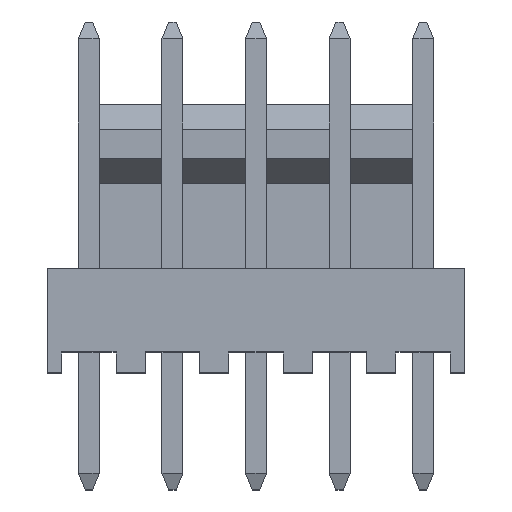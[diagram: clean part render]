
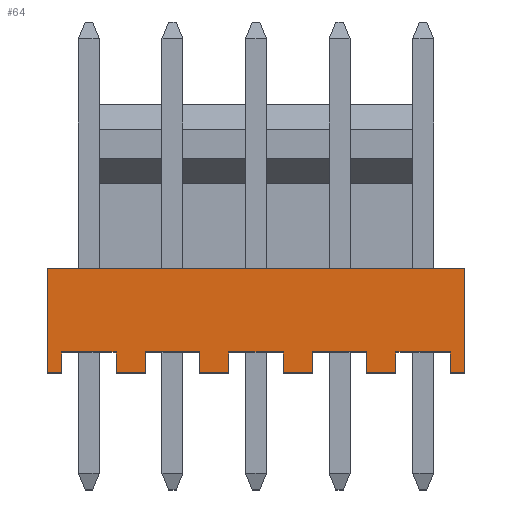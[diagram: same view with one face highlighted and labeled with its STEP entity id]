
A CAD part, top view. The second image highlights one B-rep face of the part: STEP entity #64.
In plain terms, the highlighted planar face has unit normal (0, 0, 1).
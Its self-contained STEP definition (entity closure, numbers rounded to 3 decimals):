
#64=ADVANCED_FACE('',(#210),#211,.T.);
#210=FACE_OUTER_BOUND('',#498,.T.);
#211=PLANE('',#499);
#498=EDGE_LOOP('',(#794,#795,#796,#797,#798,#799,#800,#801,#802,#803,#804,#805,#806,#807,#808,#809,#810,#811,#812,#813,#814,#815,#816,#817));
#499=AXIS2_PLACEMENT_3D('',#818,#819,#820);
#794=ORIENTED_EDGE('',*,*,#1834,.F.);
#795=ORIENTED_EDGE('',*,*,#1835,.F.);
#796=ORIENTED_EDGE('',*,*,#1836,.T.);
#797=ORIENTED_EDGE('',*,*,#1837,.T.);
#798=ORIENTED_EDGE('',*,*,#1838,.F.);
#799=ORIENTED_EDGE('',*,*,#1839,.F.);
#800=ORIENTED_EDGE('',*,*,#1840,.T.);
#801=ORIENTED_EDGE('',*,*,#1841,.T.);
#802=ORIENTED_EDGE('',*,*,#1842,.F.);
#803=ORIENTED_EDGE('',*,*,#1843,.F.);
#804=ORIENTED_EDGE('',*,*,#1844,.T.);
#805=ORIENTED_EDGE('',*,*,#1845,.T.);
#806=ORIENTED_EDGE('',*,*,#1846,.F.);
#807=ORIENTED_EDGE('',*,*,#1847,.F.);
#808=ORIENTED_EDGE('',*,*,#1848,.T.);
#809=ORIENTED_EDGE('',*,*,#1849,.T.);
#810=ORIENTED_EDGE('',*,*,#1850,.F.);
#811=ORIENTED_EDGE('',*,*,#1851,.F.);
#812=ORIENTED_EDGE('',*,*,#1852,.T.);
#813=ORIENTED_EDGE('',*,*,#1853,.F.);
#814=ORIENTED_EDGE('',*,*,#1854,.F.);
#815=ORIENTED_EDGE('',*,*,#1829,.T.);
#816=ORIENTED_EDGE('',*,*,#1855,.T.);
#817=ORIENTED_EDGE('',*,*,#1856,.T.);
#818=CARTESIAN_POINT('',(-6.35,1.588,3.099));
#819=DIRECTION('',(0.0,0.0,1.0));
#820=DIRECTION('',(1.0,0.0,0.0));
#1829=EDGE_CURVE('',#2174,#2178,#2180,.T.);
#1834=EDGE_CURVE('',#2189,#2190,#2191,.T.);
#1835=EDGE_CURVE('',#2192,#2189,#2193,.T.);
#1836=EDGE_CURVE('',#2192,#2194,#2195,.T.);
#1837=EDGE_CURVE('',#2194,#2196,#2197,.T.);
#1838=EDGE_CURVE('',#2198,#2196,#2199,.T.);
#1839=EDGE_CURVE('',#2200,#2198,#2201,.T.);
#1840=EDGE_CURVE('',#2200,#2202,#2203,.T.);
#1841=EDGE_CURVE('',#2202,#2204,#2205,.T.);
#1842=EDGE_CURVE('',#2206,#2204,#2207,.T.);
#1843=EDGE_CURVE('',#2208,#2206,#2209,.T.);
#1844=EDGE_CURVE('',#2208,#2210,#2211,.T.);
#1845=EDGE_CURVE('',#2210,#2212,#2213,.T.);
#1846=EDGE_CURVE('',#2214,#2212,#2215,.T.);
#1847=EDGE_CURVE('',#2216,#2214,#2217,.T.);
#1848=EDGE_CURVE('',#2216,#2218,#2219,.T.);
#1849=EDGE_CURVE('',#2218,#2220,#2221,.T.);
#1850=EDGE_CURVE('',#2222,#2220,#2223,.T.);
#1851=EDGE_CURVE('',#2224,#2222,#2225,.T.);
#1852=EDGE_CURVE('',#2224,#2226,#2227,.T.);
#1853=EDGE_CURVE('',#2228,#2226,#2229,.T.);
#1854=EDGE_CURVE('',#2174,#2228,#2230,.T.);
#1855=EDGE_CURVE('',#2178,#2231,#2232,.T.);
#1856=EDGE_CURVE('',#2231,#2190,#2233,.T.);
#2174=VERTEX_POINT('',#2689);
#2178=VERTEX_POINT('',#2695);
#2180=LINE('',#2698,#2699);
#2189=VERTEX_POINT('',#2712);
#2190=VERTEX_POINT('',#2713);
#2191=LINE('',#2714,#2715);
#2192=VERTEX_POINT('',#2716);
#2193=LINE('',#2717,#2718);
#2194=VERTEX_POINT('',#2719);
#2195=LINE('',#2720,#2721);
#2196=VERTEX_POINT('',#2722);
#2197=LINE('',#2723,#2724);
#2198=VERTEX_POINT('',#2725);
#2199=LINE('',#2726,#2727);
#2200=VERTEX_POINT('',#2728);
#2201=LINE('',#2729,#2730);
#2202=VERTEX_POINT('',#2731);
#2203=LINE('',#2732,#2733);
#2204=VERTEX_POINT('',#2734);
#2205=LINE('',#2735,#2736);
#2206=VERTEX_POINT('',#2737);
#2207=LINE('',#2738,#2739);
#2208=VERTEX_POINT('',#2740);
#2209=LINE('',#2741,#2742);
#2210=VERTEX_POINT('',#2743);
#2211=LINE('',#2744,#2745);
#2212=VERTEX_POINT('',#2746);
#2213=LINE('',#2747,#2748);
#2214=VERTEX_POINT('',#2749);
#2215=LINE('',#2750,#2751);
#2216=VERTEX_POINT('',#2752);
#2217=LINE('',#2753,#2754);
#2218=VERTEX_POINT('',#2755);
#2219=LINE('',#2756,#2757);
#2220=VERTEX_POINT('',#2758);
#2221=LINE('',#2759,#2760);
#2222=VERTEX_POINT('',#2761);
#2223=LINE('',#2762,#2763);
#2224=VERTEX_POINT('',#2764);
#2225=LINE('',#2765,#2766);
#2226=VERTEX_POINT('',#2767);
#2227=LINE('',#2768,#2769);
#2228=VERTEX_POINT('',#2770);
#2229=LINE('',#2771,#2772);
#2230=LINE('',#2773,#2774);
#2231=VERTEX_POINT('',#2775);
#2232=LINE('',#2776,#2777);
#2233=LINE('',#2778,#2779);
#2689=CARTESIAN_POINT('',(-6.35,1.588,3.099));
#2695=CARTESIAN_POINT('',(-6.35,-1.588,3.099));
#2698=CARTESIAN_POINT('',(-6.35,1.588,3.099));
#2699=VECTOR('',#3523,3.175);
#2712=CARTESIAN_POINT('',(-4.255,-0.953,3.099));
#2713=CARTESIAN_POINT('',(-5.906,-0.953,3.099));
#2714=CARTESIAN_POINT('',(-4.255,-0.953,3.099));
#2715=VECTOR('',#3528,1.651);
#2716=CARTESIAN_POINT('',(-4.255,-1.588,3.099));
#2717=CARTESIAN_POINT('',(-4.255,-1.588,3.099));
#2718=VECTOR('',#3529,0.635);
#2719=CARTESIAN_POINT('',(-3.366,-1.588,3.099));
#2720=CARTESIAN_POINT('',(-4.255,-1.588,3.099));
#2721=VECTOR('',#3530,0.889);
#2722=CARTESIAN_POINT('',(-3.366,-0.953,3.099));
#2723=CARTESIAN_POINT('',(-3.366,-1.588,3.099));
#2724=VECTOR('',#3531,0.635);
#2725=CARTESIAN_POINT('',(-1.715,-0.953,3.099));
#2726=CARTESIAN_POINT('',(-1.715,-0.953,3.099));
#2727=VECTOR('',#3532,1.651);
#2728=CARTESIAN_POINT('',(-1.715,-1.588,3.099));
#2729=CARTESIAN_POINT('',(-1.715,-1.588,3.099));
#2730=VECTOR('',#3533,0.635);
#2731=CARTESIAN_POINT('',(-0.826,-1.588,3.099));
#2732=CARTESIAN_POINT('',(-1.715,-1.588,3.099));
#2733=VECTOR('',#3534,0.889);
#2734=CARTESIAN_POINT('',(-0.826,-0.953,3.099));
#2735=CARTESIAN_POINT('',(-0.826,-1.588,3.099));
#2736=VECTOR('',#3535,0.635);
#2737=CARTESIAN_POINT('',(0.826,-0.953,3.099));
#2738=CARTESIAN_POINT('',(0.826,-0.953,3.099));
#2739=VECTOR('',#3536,1.651);
#2740=CARTESIAN_POINT('',(0.826,-1.588,3.099));
#2741=CARTESIAN_POINT('',(0.826,-1.588,3.099));
#2742=VECTOR('',#3537,0.635);
#2743=CARTESIAN_POINT('',(1.715,-1.588,3.099));
#2744=CARTESIAN_POINT('',(0.826,-1.588,3.099));
#2745=VECTOR('',#3538,0.889);
#2746=CARTESIAN_POINT('',(1.715,-0.953,3.099));
#2747=CARTESIAN_POINT('',(1.715,-1.588,3.099));
#2748=VECTOR('',#3539,0.635);
#2749=CARTESIAN_POINT('',(3.366,-0.953,3.099));
#2750=CARTESIAN_POINT('',(3.366,-0.953,3.099));
#2751=VECTOR('',#3540,1.651);
#2752=CARTESIAN_POINT('',(3.366,-1.588,3.099));
#2753=CARTESIAN_POINT('',(3.366,-1.588,3.099));
#2754=VECTOR('',#3541,0.635);
#2755=CARTESIAN_POINT('',(4.255,-1.588,3.099));
#2756=CARTESIAN_POINT('',(3.366,-1.588,3.099));
#2757=VECTOR('',#3542,0.889);
#2758=CARTESIAN_POINT('',(4.255,-0.953,3.099));
#2759=CARTESIAN_POINT('',(4.255,-1.588,3.099));
#2760=VECTOR('',#3543,0.635);
#2761=CARTESIAN_POINT('',(5.906,-0.953,3.099));
#2762=CARTESIAN_POINT('',(5.906,-0.953,3.099));
#2763=VECTOR('',#3544,1.651);
#2764=CARTESIAN_POINT('',(5.906,-1.588,3.099));
#2765=CARTESIAN_POINT('',(5.906,-1.588,3.099));
#2766=VECTOR('',#3545,0.635);
#2767=CARTESIAN_POINT('',(6.35,-1.588,3.099));
#2768=CARTESIAN_POINT('',(5.906,-1.588,3.099));
#2769=VECTOR('',#3546,0.445);
#2770=CARTESIAN_POINT('',(6.35,1.588,3.099));
#2771=CARTESIAN_POINT('',(6.35,1.588,3.099));
#2772=VECTOR('',#3547,3.175);
#2773=CARTESIAN_POINT('',(-6.35,1.588,3.099));
#2774=VECTOR('',#3548,12.7);
#2775=CARTESIAN_POINT('',(-5.906,-1.588,3.099));
#2776=CARTESIAN_POINT('',(-6.35,-1.588,3.099));
#2777=VECTOR('',#3549,0.445);
#2778=CARTESIAN_POINT('',(-5.906,-1.588,3.099));
#2779=VECTOR('',#3550,0.635);
#3523=DIRECTION('',(0.0,-1.0,0.0));
#3528=DIRECTION('',(-1.0,0.0,0.0));
#3529=DIRECTION('',(0.0,1.0,0.0));
#3530=DIRECTION('',(1.0,0.0,0.0));
#3531=DIRECTION('',(0.0,1.0,0.0));
#3532=DIRECTION('',(-1.0,0.0,0.0));
#3533=DIRECTION('',(0.0,1.0,0.0));
#3534=DIRECTION('',(1.0,0.0,0.0));
#3535=DIRECTION('',(0.0,1.0,0.0));
#3536=DIRECTION('',(-1.0,0.0,0.0));
#3537=DIRECTION('',(0.0,1.0,0.0));
#3538=DIRECTION('',(1.0,0.0,0.0));
#3539=DIRECTION('',(0.0,1.0,0.0));
#3540=DIRECTION('',(-1.0,0.0,0.0));
#3541=DIRECTION('',(0.0,1.0,0.0));
#3542=DIRECTION('',(1.0,0.0,0.0));
#3543=DIRECTION('',(0.0,1.0,0.0));
#3544=DIRECTION('',(-1.0,0.0,0.0));
#3545=DIRECTION('',(0.0,1.0,0.0));
#3546=DIRECTION('',(1.0,0.0,0.0));
#3547=DIRECTION('',(0.0,-1.0,0.0));
#3548=DIRECTION('',(1.0,0.0,0.0));
#3549=DIRECTION('',(1.0,0.0,0.0));
#3550=DIRECTION('',(0.0,1.0,0.0));
